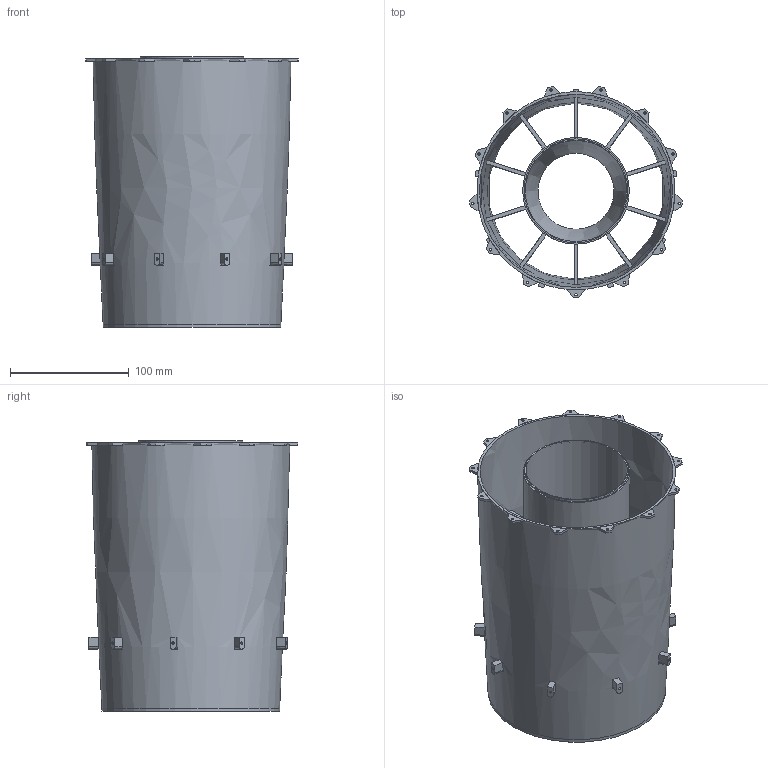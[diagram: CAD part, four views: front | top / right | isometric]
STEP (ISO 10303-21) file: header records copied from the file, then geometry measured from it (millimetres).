
FILE_DESCRIPTION(('FreeCAD Model'),'2;1');
FILE_NAME('Open CASCADE Shape Model','2024-05-12T09:31:31',('Author'),( ''),'Open CASCADE STEP processor 7.6','FreeCAD','Unknown');
FILE_SCHEMA(('AUTOMOTIVE_DESIGN { 1 0 10303 214 1 1 1 1 }'));
Length unit declared in the file: millimetre
Products named in the file (2): Rear-Internal-Cover; Body079
Assembly tree (1 placements, depth 2):
  Rear-Internal-Cover
    Body079
Bounding box: 179.61 x 178.3 x 228.3 mm (x, y, z)
Volume: 410473.8 mm3; surface area: 367688.9 mm2
Topology: 1 solids, 1 shells, 309 faces, 807 edges, 498 vertices
Faces by surface type: plane 242, cylinder 45, revolution 20, cone 2
Full cylindrical faces by diameter (mm): 2 x22, 64.1 x1, 85.6 x1, 87.6 x1, 148 x1, 150 x1
Entity records: 10800 total; most frequent: CARTESIAN_POINT 3565, ORIENTED_EDGE 1614, DIRECTION 1258, EDGE_CURVE 807, VERTEX_POINT 498, AXIS2_PLACEMENT_3D 435, FACE_BOUND 375, EDGE_LOOP 375
